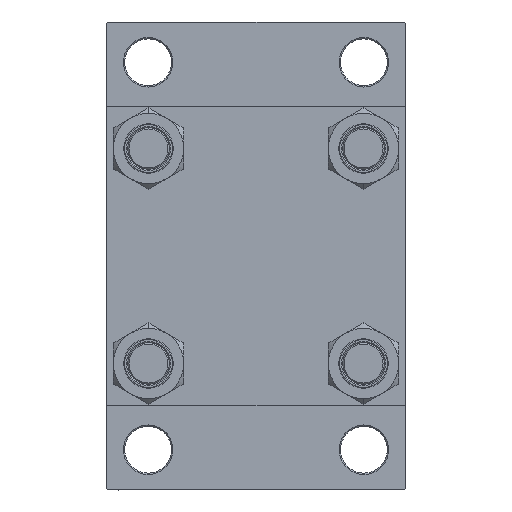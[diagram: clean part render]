
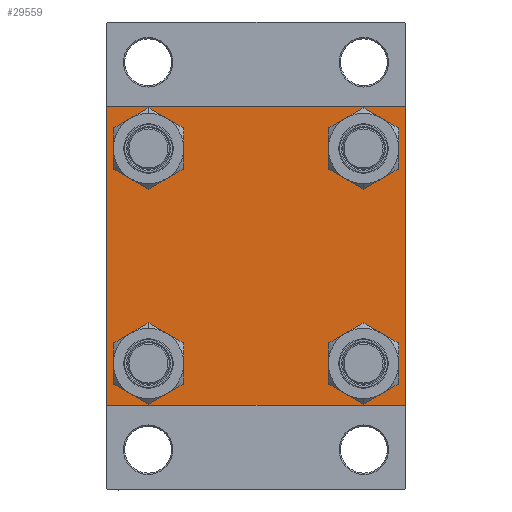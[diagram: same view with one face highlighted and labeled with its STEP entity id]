
A CAD part, left-side view. The second image highlights one B-rep face of the part: STEP entity #29559.
In plain terms, the highlighted planar face has unit normal (-1, 0, 0).
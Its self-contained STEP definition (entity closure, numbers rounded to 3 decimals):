
#174 = ORIENTED_EDGE ( 'NONE', *, *, #34997, .T. ) ;
#532 = VECTOR ( 'NONE', #40261, 1000. ) ;
#558 = DIRECTION ( 'NONE',  ( 0., 0., 1. ) ) ;
#925 = LINE ( 'NONE', #1646, #2960 ) ;
#1212 = ORIENTED_EDGE ( 'NONE', *, *, #46718, .T. ) ;
#1400 = DIRECTION ( 'NONE',  ( 1., 0., 0. ) ) ;
#1646 = CARTESIAN_POINT ( 'NONE',  ( 0., 57.5, -57.5 ) ) ;
#1872 = ORIENTED_EDGE ( 'NONE', *, *, #35492, .T. ) ;
#2145 = DIRECTION ( 'NONE',  ( 1., 0., 0. ) ) ;
#2395 = VERTEX_POINT ( 'NONE', #2635 ) ;
#2635 = CARTESIAN_POINT ( 'NONE',  ( 0., 41.35, 49.85 ) ) ;
#2905 = VERTEX_POINT ( 'NONE', #14851 ) ;
#2960 = VECTOR ( 'NONE', #34747, 1000. ) ;
#3474 = DIRECTION ( 'NONE',  ( 1., 0., 0. ) ) ;
#3832 = AXIS2_PLACEMENT_3D ( 'NONE', #28958, #25310, #36723 ) ;
#3959 = EDGE_CURVE ( 'NONE', #17938, #41608, #39170, .T. ) ;
#4830 = EDGE_CURVE ( 'NONE', #44230, #4873, #19528, .T. ) ;
#4873 = VERTEX_POINT ( 'NONE', #17776 ) ;
#4937 = CARTESIAN_POINT ( 'NONE',  ( 0., 41.35, -49.85 ) ) ;
#5536 = FACE_BOUND ( 'NONE', #39866, .T. ) ;
#5739 = DIRECTION ( 'NONE',  ( 0., -0.707, -0.707 ) ) ;
#6247 = CIRCLE ( 'NONE', #30364, 8.5 ) ;
#6549 = DIRECTION ( 'NONE',  ( 1., 0., 0. ) ) ;
#6689 = ORIENTED_EDGE ( 'NONE', *, *, #31373, .T. ) ;
#7868 = DIRECTION ( 'NONE',  ( 1., 0., 0. ) ) ;
#8365 = DIRECTION ( 'NONE',  ( 1., 0., 0. ) ) ;
#8560 = ORIENTED_EDGE ( 'NONE', *, *, #3959, .T. ) ;
#8696 = CARTESIAN_POINT ( 'NONE',  ( 0., -41.35, 41.35 ) ) ;
#8901 = VECTOR ( 'NONE', #35076, 1000. ) ;
#9426 = FACE_BOUND ( 'NONE', #20716, .T. ) ;
#9627 = LINE ( 'NONE', #24751, #32580 ) ;
#9864 = VERTEX_POINT ( 'NONE', #4937 ) ;
#10089 = CARTESIAN_POINT ( 'NONE',  ( 0., -57.5, 57.5 ) ) ;
#10453 = DIRECTION ( 'NONE',  ( 0., -0.707, 0.707 ) ) ;
#10467 = EDGE_CURVE ( 'NONE', #33616, #32117, #29571, .T. ) ;
#11970 = EDGE_CURVE ( 'NONE', #32180, #27431, #20039, .T. ) ;
#12070 = LINE ( 'NONE', #30362, #40071 ) ;
#13042 = ORIENTED_EDGE ( 'NONE', *, *, #45899, .T. ) ;
#13329 = DIRECTION ( 'NONE',  ( 0., 0., 1. ) ) ;
#14851 = CARTESIAN_POINT ( 'NONE',  ( 0., 41.35, 32.85 ) ) ;
#15121 = CIRCLE ( 'NONE', #39241, 8.5 ) ;
#15899 = CARTESIAN_POINT ( 'NONE',  ( 0., 57., 57.5 ) ) ;
#16510 = CARTESIAN_POINT ( 'NONE',  ( 0., 41.35, -32.85 ) ) ;
#16952 = LINE ( 'NONE', #24765, #37717 ) ;
#17207 = DIRECTION ( 'NONE',  ( -1., 0., 0. ) ) ;
#17401 = VERTEX_POINT ( 'NONE', #42700 ) ;
#17441 = CARTESIAN_POINT ( 'NONE',  ( 0., 0., 0. ) ) ;
#17511 = CARTESIAN_POINT ( 'NONE',  ( 0., 41.35, 41.35 ) ) ;
#17776 = CARTESIAN_POINT ( 'NONE',  ( 0., 57.5, -57. ) ) ;
#17938 = VERTEX_POINT ( 'NONE', #27948 ) ;
#18104 = ORIENTED_EDGE ( 'NONE', *, *, #44558, .T. ) ;
#19139 = ORIENTED_EDGE ( 'NONE', *, *, #10467, .F. ) ;
#19528 = LINE ( 'NONE', #31194, #8901 ) ;
#19727 = CARTESIAN_POINT ( 'NONE',  ( 0., 57.5, 57. ) ) ;
#19746 = VERTEX_POINT ( 'NONE', #23161 ) ;
#20039 = CIRCLE ( 'NONE', #35584, 8.5 ) ;
#20554 = CARTESIAN_POINT ( 'NONE',  ( 0., -41.35, -32.85 ) ) ;
#20662 = CARTESIAN_POINT ( 'NONE',  ( 0., -41.35, 41.35 ) ) ;
#20716 = EDGE_LOOP ( 'NONE', ( #1212, #13042 ) ) ;
#20774 = AXIS2_PLACEMENT_3D ( 'NONE', #45585, #7868, #558 ) ;
#21171 = DIRECTION ( 'NONE',  ( 0., 0., 1. ) ) ;
#21407 = DIRECTION ( 'NONE',  ( 1., 0., 0. ) ) ;
#21431 = LINE ( 'NONE', #43812, #40878 ) ;
#21481 = ORIENTED_EDGE ( 'NONE', *, *, #29289, .T. ) ;
#21968 = EDGE_CURVE ( 'NONE', #41608, #17938, #6247, .T. ) ;
#21982 = CARTESIAN_POINT ( 'NONE',  ( 0., -41.35, -41.35 ) ) ;
#22137 = VERTEX_POINT ( 'NONE', #43236 ) ;
#22153 = VECTOR ( 'NONE', #45825, 1000. ) ;
#23161 = CARTESIAN_POINT ( 'NONE',  ( 0., 57., -57.5 ) ) ;
#24050 = AXIS2_PLACEMENT_3D ( 'NONE', #17511, #6549, #39894 ) ;
#24751 = CARTESIAN_POINT ( 'NONE',  ( 0., 57.25, -57.25 ) ) ;
#24765 = CARTESIAN_POINT ( 'NONE',  ( 0., 57.5, 57.5 ) ) ;
#25310 = DIRECTION ( 'NONE',  ( 1., 0., 0. ) ) ;
#26994 = CIRCLE ( 'NONE', #20774, 8.5 ) ;
#27127 = DIRECTION ( 'NONE',  ( 0., 0., 1. ) ) ;
#27165 = CIRCLE ( 'NONE', #3832, 8.5 ) ;
#27275 = EDGE_LOOP ( 'NONE', ( #47393, #32801, #18104, #1872, #19139, #35620, #28450, #174 ) ) ;
#27431 = VERTEX_POINT ( 'NONE', #40833 ) ;
#27948 = CARTESIAN_POINT ( 'NONE',  ( 0., -41.35, 49.85 ) ) ;
#28311 = AXIS2_PLACEMENT_3D ( 'NONE', #20662, #2145, #13329 ) ;
#28450 = ORIENTED_EDGE ( 'NONE', *, *, #34005, .F. ) ;
#28958 = CARTESIAN_POINT ( 'NONE',  ( 0., 41.35, 41.35 ) ) ;
#29289 = EDGE_CURVE ( 'NONE', #40197, #9864, #15121, .T. ) ;
#29478 = EDGE_LOOP ( 'NONE', ( #21481, #31749 ) ) ;
#29559 = ADVANCED_FACE ( 'NONE', ( #5536, #32058, #46192, #9426, #42529 ), #31345, .T. ) ;
#29571 = LINE ( 'NONE', #10089, #532 ) ;
#30362 = CARTESIAN_POINT ( 'NONE',  ( 0., 57.25, 57.25 ) ) ;
#30364 = AXIS2_PLACEMENT_3D ( 'NONE', #8696, #1400, #41811 ) ;
#30634 = AXIS2_PLACEMENT_3D ( 'NONE', #41243, #8365, #27127 ) ;
#30974 = CARTESIAN_POINT ( 'NONE',  ( 0., -57.25, 57.25 ) ) ;
#31194 = CARTESIAN_POINT ( 'NONE',  ( 0., 57.5, 57.5 ) ) ;
#31317 = VERTEX_POINT ( 'NONE', #15899 ) ;
#31345 = PLANE ( 'NONE',  #36157 ) ;
#31373 = EDGE_CURVE ( 'NONE', #27431, #32180, #31436, .T. ) ;
#31436 = CIRCLE ( 'NONE', #30634, 8.5 ) ;
#31689 = LINE ( 'NONE', #30974, #22153 ) ;
#31749 = ORIENTED_EDGE ( 'NONE', *, *, #37291, .T. ) ;
#32054 = DIRECTION ( 'NONE',  ( 0., -1., 0. ) ) ;
#32058 = FACE_BOUND ( 'NONE', #34416, .T. ) ;
#32117 = VERTEX_POINT ( 'NONE', #34908 ) ;
#32180 = VERTEX_POINT ( 'NONE', #20554 ) ;
#32580 = VECTOR ( 'NONE', #5739, 1000. ) ;
#32801 = ORIENTED_EDGE ( 'NONE', *, *, #41698, .T. ) ;
#33255 = EDGE_CURVE ( 'NONE', #33616, #22137, #31689, .T. ) ;
#33616 = VERTEX_POINT ( 'NONE', #45767 ) ;
#34005 = EDGE_CURVE ( 'NONE', #31317, #22137, #16952, .T. ) ;
#34416 = EDGE_LOOP ( 'NONE', ( #34897, #6689 ) ) ;
#34747 = DIRECTION ( 'NONE',  ( 0., -1., 0. ) ) ;
#34897 = ORIENTED_EDGE ( 'NONE', *, *, #11970, .T. ) ;
#34908 = CARTESIAN_POINT ( 'NONE',  ( 0., -57.5, -57. ) ) ;
#34997 = EDGE_CURVE ( 'NONE', #31317, #44230, #12070, .T. ) ;
#35076 = DIRECTION ( 'NONE',  ( 0., 0., -1. ) ) ;
#35492 = EDGE_CURVE ( 'NONE', #17401, #32117, #21431, .T. ) ;
#35584 = AXIS2_PLACEMENT_3D ( 'NONE', #21982, #3474, #45340 ) ;
#35620 = ORIENTED_EDGE ( 'NONE', *, *, #33255, .T. ) ;
#36157 = AXIS2_PLACEMENT_3D ( 'NONE', #17441, #17207, #47146 ) ;
#36723 = DIRECTION ( 'NONE',  ( 0., 0., 1. ) ) ;
#37215 = CIRCLE ( 'NONE', #24050, 8.5 ) ;
#37291 = EDGE_CURVE ( 'NONE', #9864, #40197, #26994, .T. ) ;
#37717 = VECTOR ( 'NONE', #32054, 1000. ) ;
#37901 = CARTESIAN_POINT ( 'NONE',  ( 0., -41.35, 32.85 ) ) ;
#39170 = CIRCLE ( 'NONE', #28311, 8.5 ) ;
#39241 = AXIS2_PLACEMENT_3D ( 'NONE', #39652, #21407, #21171 ) ;
#39652 = CARTESIAN_POINT ( 'NONE',  ( 0., 41.35, -41.35 ) ) ;
#39866 = EDGE_LOOP ( 'NONE', ( #8560, #41907 ) ) ;
#39894 = DIRECTION ( 'NONE',  ( 0., 0., 1. ) ) ;
#40071 = VECTOR ( 'NONE', #41536, 1000. ) ;
#40197 = VERTEX_POINT ( 'NONE', #16510 ) ;
#40261 = DIRECTION ( 'NONE',  ( 0., 0., -1. ) ) ;
#40833 = CARTESIAN_POINT ( 'NONE',  ( 0., -41.35, -49.85 ) ) ;
#40878 = VECTOR ( 'NONE', #10453, 1000. ) ;
#41243 = CARTESIAN_POINT ( 'NONE',  ( 0., -41.35, -41.35 ) ) ;
#41536 = DIRECTION ( 'NONE',  ( 0., 0.707, -0.707 ) ) ;
#41608 = VERTEX_POINT ( 'NONE', #37901 ) ;
#41698 = EDGE_CURVE ( 'NONE', #4873, #19746, #9627, .T. ) ;
#41811 = DIRECTION ( 'NONE',  ( 0., 0., 1. ) ) ;
#41907 = ORIENTED_EDGE ( 'NONE', *, *, #21968, .T. ) ;
#42529 = FACE_OUTER_BOUND ( 'NONE', #27275, .T. ) ;
#42700 = CARTESIAN_POINT ( 'NONE',  ( 0., -57., -57.5 ) ) ;
#43236 = CARTESIAN_POINT ( 'NONE',  ( 0., -57., 57.5 ) ) ;
#43812 = CARTESIAN_POINT ( 'NONE',  ( 0., -57.25, -57.25 ) ) ;
#44230 = VERTEX_POINT ( 'NONE', #19727 ) ;
#44558 = EDGE_CURVE ( 'NONE', #19746, #17401, #925, .T. ) ;
#45340 = DIRECTION ( 'NONE',  ( 0., 0., 1. ) ) ;
#45585 = CARTESIAN_POINT ( 'NONE',  ( 0., 41.35, -41.35 ) ) ;
#45767 = CARTESIAN_POINT ( 'NONE',  ( 0., -57.5, 57. ) ) ;
#45825 = DIRECTION ( 'NONE',  ( 0., 0.707, 0.707 ) ) ;
#45899 = EDGE_CURVE ( 'NONE', #2905, #2395, #27165, .T. ) ;
#46192 = FACE_BOUND ( 'NONE', #29478, .T. ) ;
#46718 = EDGE_CURVE ( 'NONE', #2395, #2905, #37215, .T. ) ;
#47146 = DIRECTION ( 'NONE',  ( 0., 0., 1. ) ) ;
#47393 = ORIENTED_EDGE ( 'NONE', *, *, #4830, .T. ) ;
